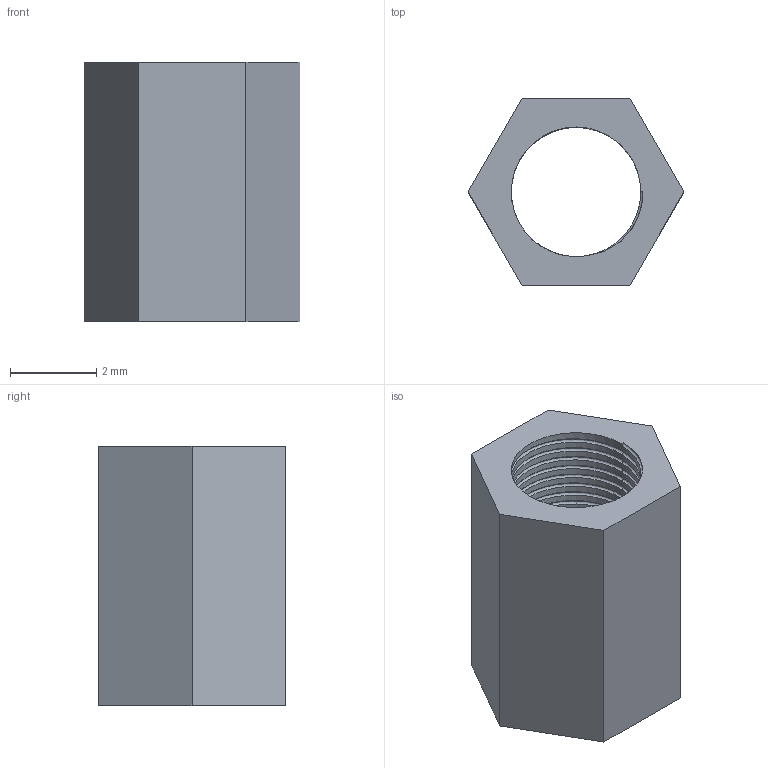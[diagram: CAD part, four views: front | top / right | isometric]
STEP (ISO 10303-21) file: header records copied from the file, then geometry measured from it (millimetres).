
FILE_DESCRIPTION(('FreeCAD Model'),'2;1');
FILE_NAME('Spacer.step', '2017-07-30T13:25:07',('kicad StepUp'),('ksu MCAD'), 'Open CASCADE STEP processor 7.1','FreeCAD','Unknown');
FILE_SCHEMA(('AUTOMOTIVE_DESIGN_CC2 { 1 2 10303 214 -1 1 5 4 }'));
Length unit declared in the file: millimetre
Products named in the file (1): Spacer
Bounding box: 5 x 4.33 x 6 mm (x, y, z)
Volume: 54.1 mm3; surface area: 178.3 mm2
Topology: 1 solids, 1 shells, 83 faces, 171 edges, 90 vertices
Faces by surface type: bspline 48, cylinder 25, plane 10
Full cylindrical faces by diameter (mm): 3 x23
Entity records: 13242 total; most frequent: CARTESIAN_POINT 12022, ORIENTED_EDGE 342, EDGE_CURVE 171, DIRECTION 122, VERTEX_POINT 90, FACE_BOUND 85, EDGE_LOOP 85, ADVANCED_FACE 83
